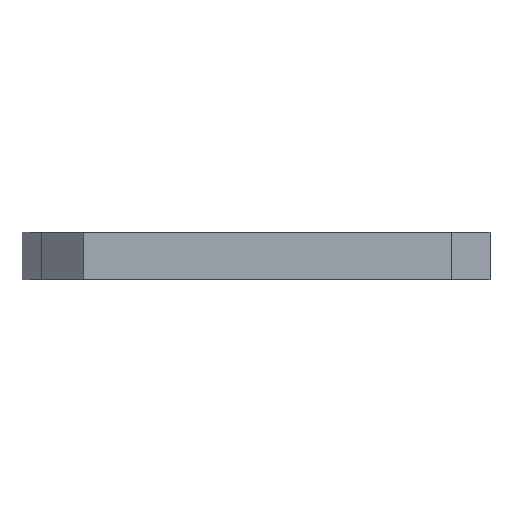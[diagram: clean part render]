
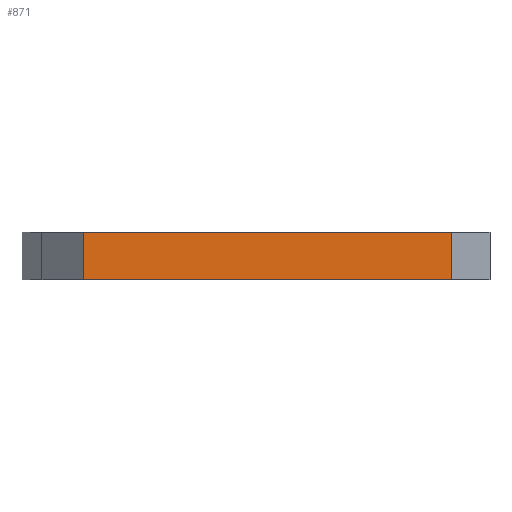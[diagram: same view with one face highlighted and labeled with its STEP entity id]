
A CAD part, front view. The second image highlights one B-rep face of the part: STEP entity #871.
In plain terms, the highlighted planar face has unit normal (0.036, -0.999, 0).
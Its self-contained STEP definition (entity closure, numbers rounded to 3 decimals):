
#858=AXIS2_PLACEMENT_3D('Plane Axis2P3D',#855,#856,#857) ;
#43=CARTESIAN_POINT('Vertex',(-100.546,-138.907,0.)) ;
#85=CARTESIAN_POINT('Vertex',(84.331,-132.156,0.)) ;
#88=CARTESIAN_POINT('Line Origine',(-8.108,-135.532,0.)) ;
#685=CARTESIAN_POINT('Line Origine',(-100.546,-138.907,12.)) ;
#689=CARTESIAN_POINT('Vertex',(-100.546,-138.907,24.)) ;
#840=CARTESIAN_POINT('Vertex',(84.331,-132.156,24.)) ;
#843=CARTESIAN_POINT('Line Origine',(84.331,-132.156,12.)) ;
#855=CARTESIAN_POINT('Axis2P3D Location',(-100.546,-138.907,0.)) ;
#860=CARTESIAN_POINT('Line Origine',(-8.108,-135.532,24.)) ;
#89=DIRECTION('Vector Direction',(-0.999,-0.036,0.)) ;
#686=DIRECTION('Vector Direction',(0.,0.,1.)) ;
#844=DIRECTION('Vector Direction',(0.,0.,1.)) ;
#856=DIRECTION('Axis2P3D Direction',(0.036,-0.999,0.)) ;
#857=DIRECTION('Axis2P3D XDirection',(0.,0.,-1.)) ;
#861=DIRECTION('Vector Direction',(-0.999,-0.036,0.)) ;
#90=VECTOR('Line Direction',#89,1.) ;
#687=VECTOR('Line Direction',#686,1.) ;
#845=VECTOR('Line Direction',#844,1.) ;
#862=VECTOR('Line Direction',#861,1.) ;
#866=ORIENTED_EDGE('',*,*,#92,.F.) ;
#867=ORIENTED_EDGE('',*,*,#847,.T.) ;
#868=ORIENTED_EDGE('',*,*,#864,.T.) ;
#869=ORIENTED_EDGE('',*,*,#691,.F.) ;
#871=ADVANCED_FACE('Flanschplatte_Senkrecht.1\\Body.16 ( *SOL213879 - wsp *MASTER -  )',(#870),#859,.T.) ;
#92=EDGE_CURVE('',#86,#44,#91,.T.) ;
#691=EDGE_CURVE('',#44,#690,#688,.T.) ;
#847=EDGE_CURVE('',#86,#841,#846,.T.) ;
#864=EDGE_CURVE('',#841,#690,#863,.T.) ;
#865=EDGE_LOOP('',(#866,#867,#868,#869)) ;
#870=FACE_OUTER_BOUND('',#865,.T.) ;
#91=LINE('Line',#88,#90) ;
#688=LINE('Line',#685,#687) ;
#846=LINE('Line',#843,#845) ;
#863=LINE('Line',#860,#862) ;
#859=PLANE('',#858) ;
#44=VERTEX_POINT('',#43) ;
#86=VERTEX_POINT('',#85) ;
#690=VERTEX_POINT('',#689) ;
#841=VERTEX_POINT('',#840) ;
